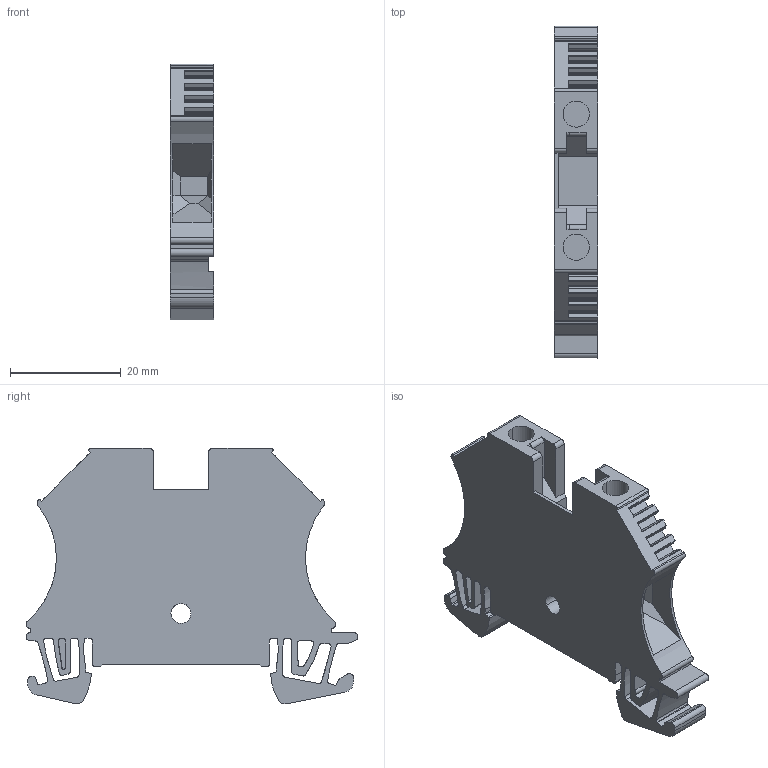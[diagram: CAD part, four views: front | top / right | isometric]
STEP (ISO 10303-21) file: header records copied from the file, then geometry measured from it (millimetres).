
FILE_DESCRIPTION(('CATIA V5R22 STEP214','CAx-IF Rec.Pracs.--- Model Styling and Organization---1.4--- 2014-01-23'),'2;1');
FILE_NAME ('D1446809_1', '2021-01-20T12:45:10+00:00', ('Weidmueller Interface'), ('Weidmueller'), 'CATIA Version 5-6 Release 2016 SP3 HF44', 'CATIA V5 STEP AP214', 'none');
FILE_SCHEMA(('AUTOMOTIVE_DESIGN { 1 0 10303 214 1 1 1 1 }'));
Length unit declared in the file: millimetre
Products named in the file (1): 1020280000_WDU_6_BL
Bounding box: 7.9 x 60 x 46.25 mm (x, y, z)
Volume: 12184.1 mm3; surface area: 7678.5 mm2
Topology: 1 solids, 1 shells, 347 faces, 1064 edges, 723 vertices
Faces by surface type: plane 224, cylinder 102, extrusion 12, cone 9
Entity records: 12020 total; most frequent: CARTESIAN_POINT 2444, ORIENTED_EDGE 2128, DIRECTION 1559, EDGE_CURVE 1064, VECTOR 806, LINE 794, VERTEX_POINT 723, AXIS2_PLACEMENT_3D 489
